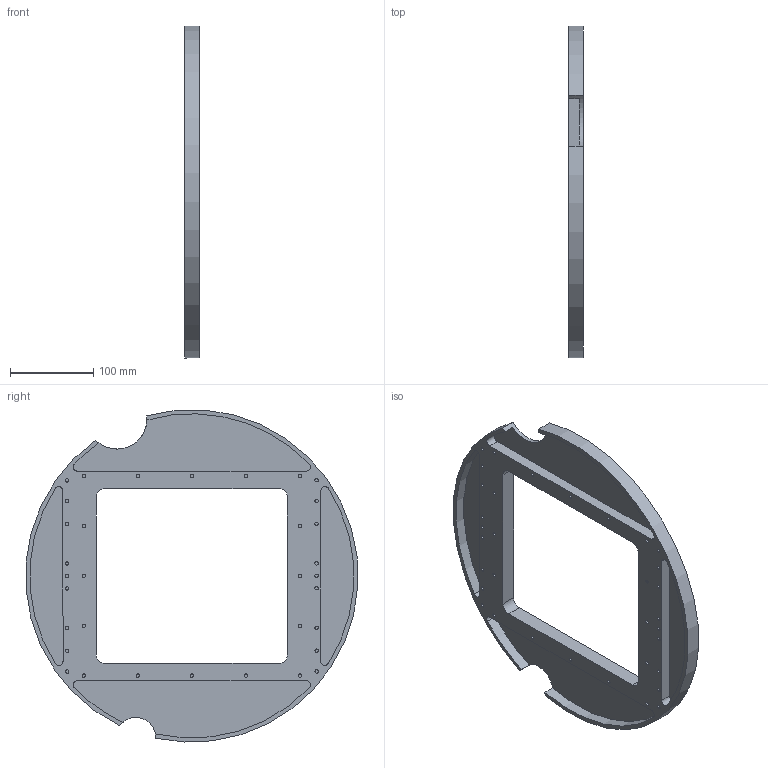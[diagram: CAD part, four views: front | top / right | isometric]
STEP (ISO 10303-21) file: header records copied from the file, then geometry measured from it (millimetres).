
FILE_DESCRIPTION( ( 'Unknown' ), '1' );
FILE_NAME( '后天线测试板（S3.8.11394）.stp', 'Unknown', ( 'Unknown' ), ( 'Unknown' ), 'XStep 1.0', 'Unknown', ' ' );
FILE_SCHEMA( ( 'automotive_design' ) );
Length unit declared in the file: millimetre
Products named in the file (1): BODY_0
Bounding box: 18 x 398.96 x 399.27 mm (x, y, z)
Volume: 835202 mm3; surface area: 221607.5 mm2
Topology: 1 solids, 1 shells, 104 faces, 228 edges, 162 vertices
Faces by surface type: cylinder 56, plane 48
Full cylindrical faces by diameter (mm): 4 x4, 4.134 x30
Entity records: 3360 total; most frequent: DIRECTION 490, CARTESIAN_POINT 401, ORIENTED_EDGE 328, AXIS2_PLACEMENT_3D 221, EDGE_LOOP 176, EDGE_CURVE 164, FACE_OUTER_BOUND 138, VERTEX_POINT 132
